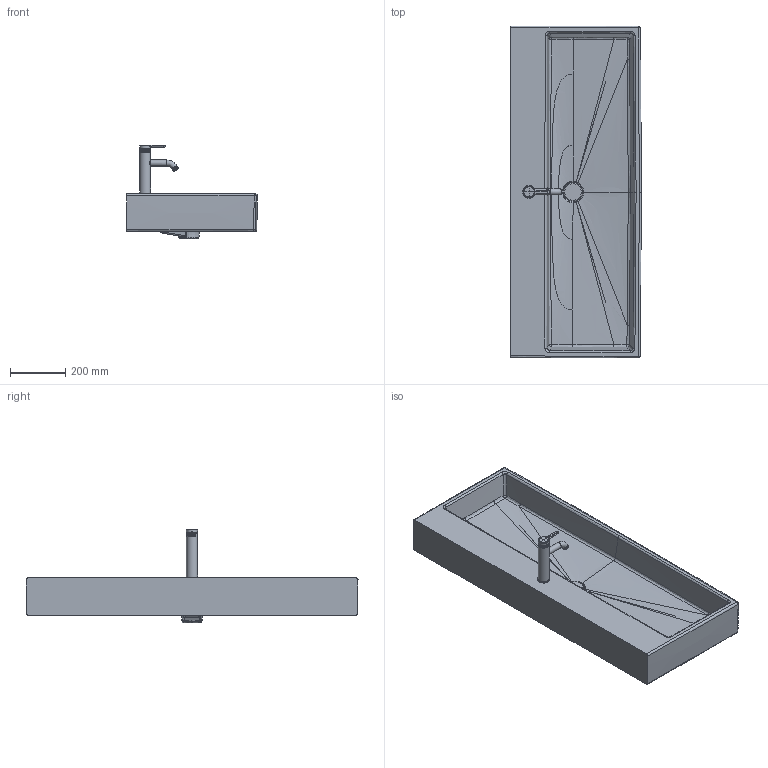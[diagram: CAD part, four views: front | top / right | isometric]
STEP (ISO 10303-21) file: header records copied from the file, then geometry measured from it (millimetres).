
FILE_DESCRIPTION((''),'2;1');
FILE_NAME('235012_1.stp','2017-07-04T13:25:44',('Administrator'),(''),'Autodesk Inventor 2011','Autodesk Inventor 2011','');
FILE_SCHEMA(('CONFIG_CONTROL_DESIGN'));
Length unit declared in the file: millimetre
Products named in the file (10): 235012_1; Kelch_Stopfen VERO AIR Bgr; Armatur C1 WT; 509115_ASM; 615832; 615833; 636748; 615729; 615737
Assembly tree (9 placements, depth 4):
  235012_1
    235012_1
    Kelch_Stopfen VERO AIR Bgr
    Armatur C1 WT
      509115_ASM
        615832
        615833
      636748
      615729
      615737
Bounding box: 472.29 x 1200.18 x 337.45 mm (x, y, z)
Volume: 22447565.2 mm3; surface area: 2145988.5 mm2
Topology: 8 solids, 11 shells, 478 faces, 1107 edges, 649 vertices
Faces by surface type: bspline 221, cylinder 104, plane 95, sphere 22, torus 21, cone 15
Full cylindrical faces by diameter (mm): 6 x1, 16 x1, 16.5 x2, 17.3 x1, 17.55 x1, 18.5 x2, 18.75 x1, 22 x2, 25 x1, 27.189 x1, 30.452 x1, 34 x1, 34.5 x1, 35 x1, 35.4 x1, 35.5 x1, 36.324 x1, 36.9 x4, 37.3 x1, 37.6 x1, 40 x2, 42.5 x1, 42.668 x1, 45.096 x1, 46 x1, 67.165 x1
Entity records: 108828 total; most frequent: CARTESIAN_POINT 98794, ORIENTED_EDGE 2032, DIRECTION 1612, EDGE_CURVE 1016, AXIS2_PLACEMENT_3D 698, VERTEX_POINT 632, EDGE_LOOP 570, FACE_OUTER_BOUND 478
